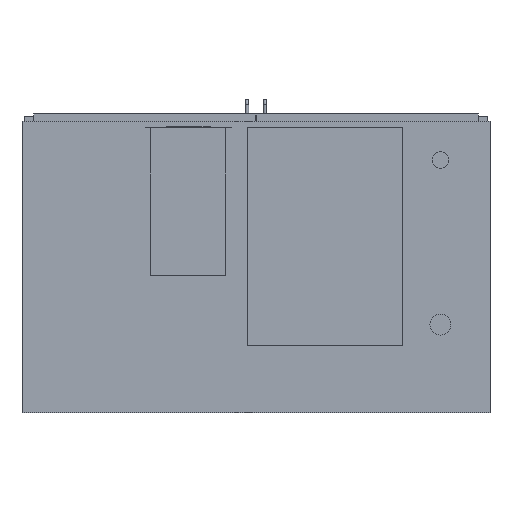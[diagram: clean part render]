
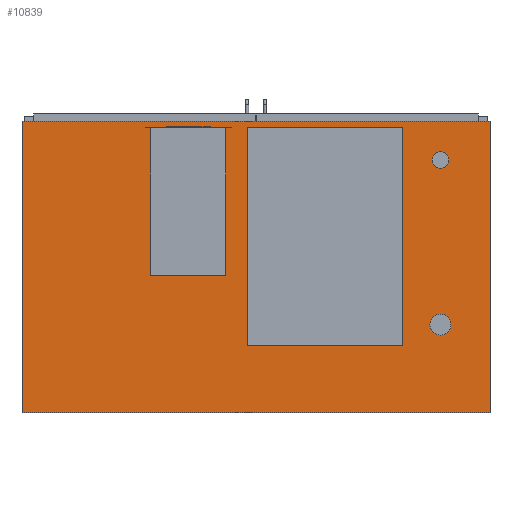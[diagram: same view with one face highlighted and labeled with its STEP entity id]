
A CAD part, front view. The second image highlights one B-rep face of the part: STEP entity #10839.
In plain terms, the highlighted planar face has unit normal (0, -1, 0).
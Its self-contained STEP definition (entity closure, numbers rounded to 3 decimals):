
#164=FACE_BOUND('',#1441,.T.);
#165=FACE_BOUND('',#1442,.T.);
#195=PLANE('',#11596);
#773=FACE_OUTER_BOUND('',#1440,.T.);
#1440=EDGE_LOOP('',(#7681,#7682,#7683,#7684));
#1441=EDGE_LOOP('',(#7685));
#1442=EDGE_LOOP('',(#7686));
#2130=LINE('',#15523,#3518);
#2132=LINE('',#15527,#3520);
#2134=LINE('',#15531,#3522);
#2136=LINE('',#15534,#3524);
#3518=VECTOR('',#12463,10.);
#3520=VECTOR('',#12467,10.);
#3522=VECTOR('',#12471,10.);
#3524=VECTOR('',#12475,10.);
#4888=CIRCLE('',#11580,20.);
#4890=CIRCLE('',#11584,25.);
#5040=VERTEX_POINT('',#15474);
#5042=VERTEX_POINT('',#15481);
#5055=VERTEX_POINT('',#15520);
#5056=VERTEX_POINT('',#15522);
#5057=VERTEX_POINT('',#15526);
#5058=VERTEX_POINT('',#15530);
#6073=EDGE_CURVE('',#5040,#5040,#4888,.T.);
#6076=EDGE_CURVE('',#5042,#5042,#4890,.T.);
#6094=EDGE_CURVE('',#5056,#5055,#2130,.T.);
#6096=EDGE_CURVE('',#5057,#5056,#2132,.T.);
#6098=EDGE_CURVE('',#5058,#5057,#2134,.T.);
#6100=EDGE_CURVE('',#5055,#5058,#2136,.T.);
#7681=ORIENTED_EDGE('',*,*,#6100,.T.);
#7682=ORIENTED_EDGE('',*,*,#6098,.T.);
#7683=ORIENTED_EDGE('',*,*,#6096,.T.);
#7684=ORIENTED_EDGE('',*,*,#6094,.T.);
#7685=ORIENTED_EDGE('',*,*,#6073,.T.);
#7686=ORIENTED_EDGE('',*,*,#6076,.T.);
#10839=ADVANCED_FACE('',(#773,#164,#165),#195,.T.);
#11580=AXIS2_PLACEMENT_3D('',#15476,#12419,#12420);
#11584=AXIS2_PLACEMENT_3D('',#15483,#12428,#12429);
#11596=AXIS2_PLACEMENT_3D('',#15535,#12476,#12477);
#12419=DIRECTION('center_axis',(0.,1.,0.));
#12420=DIRECTION('ref_axis',(1.,0.,0.));
#12428=DIRECTION('center_axis',(0.,1.,0.));
#12429=DIRECTION('ref_axis',(1.,0.,0.));
#12463=DIRECTION('',(-1.,0.,0.));
#12467=DIRECTION('',(0.,0.,1.));
#12471=DIRECTION('',(1.,0.,0.));
#12475=DIRECTION('',(0.,0.,-1.));
#12476=DIRECTION('center_axis',(0.,-1.,0.));
#12477=DIRECTION('ref_axis',(0.,0.,-1.));
#15474=CARTESIAN_POINT('',(419.5,-370.,254.5));
#15476=CARTESIAN_POINT('Origin',(439.5,-370.,254.5));
#15481=CARTESIAN_POINT('',(414.5,-370.,-137.5));
#15483=CARTESIAN_POINT('Origin',(439.5,-370.,-137.5));
#15520=CARTESIAN_POINT('',(-557.5,-370.,347.5));
#15522=CARTESIAN_POINT('',(557.5,-370.,347.5));
#15523=CARTESIAN_POINT('',(-557.5,-370.,347.5));
#15526=CARTESIAN_POINT('',(557.5,-370.,-347.5));
#15527=CARTESIAN_POINT('',(557.5,-370.,347.5));
#15530=CARTESIAN_POINT('',(-557.5,-370.,-347.5));
#15531=CARTESIAN_POINT('',(557.5,-370.,-347.5));
#15534=CARTESIAN_POINT('',(-557.5,-370.,-347.5));
#15535=CARTESIAN_POINT('Origin',(0.,-370.,0.));
